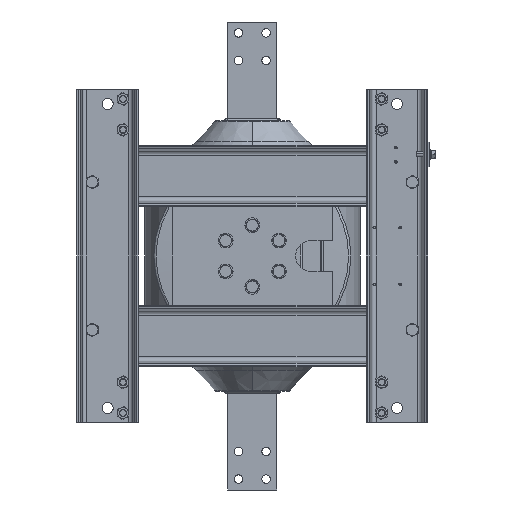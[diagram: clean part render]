
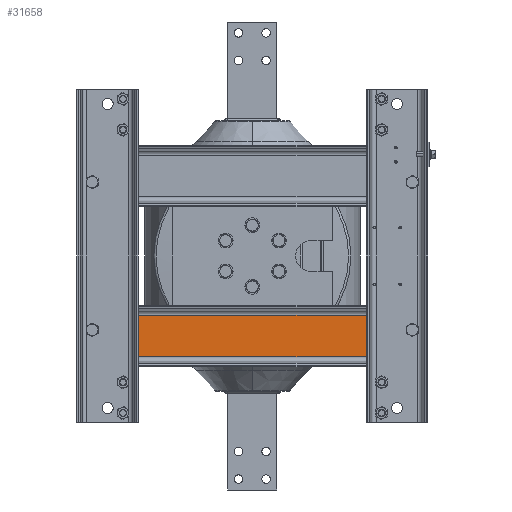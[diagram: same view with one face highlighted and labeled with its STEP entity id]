
A CAD part, front view. The second image highlights one B-rep face of the part: STEP entity #31658.
In plain terms, the highlighted planar face has unit normal (0, -1, 0).
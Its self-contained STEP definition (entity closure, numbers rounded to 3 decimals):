
#1229 = CARTESIAN_POINT ( 'NONE',  ( 185., -14.5, -163.99 ) ) ;
#1249 = CARTESIAN_POINT ( 'NONE',  ( -185., -14.5, -163.99 ) ) ;
#1273 = CARTESIAN_POINT ( 'NONE',  ( 185., -14.5, -96.01 ) ) ;
#1275 = CARTESIAN_POINT ( 'NONE',  ( -185., -14.5, -96.01 ) ) ;
#2000 = VERTEX_POINT ( 'NONE', #1229 ) ;
#2021 = VERTEX_POINT ( 'NONE', #1273 ) ;
#2022 = VERTEX_POINT ( 'NONE', #1249 ) ;
#2023 = VERTEX_POINT ( 'NONE', #1275 ) ;
#9961 = FACE_OUTER_BOUND ( 'NONE', #21006, .T. ) ;
#15528 = DIRECTION ( 'NONE',  ( 1., 0., 0. ) ) ;
#15571 = PLANE ( 'NONE',  #61145 ) ;
#15573 = DIRECTION ( 'NONE',  ( 0., 1., 0. ) ) ;
#15602 = CARTESIAN_POINT ( 'NONE',  ( 185., -14.5, -96.01 ) ) ;
#21006 = EDGE_LOOP ( 'NONE', ( #21089, #21097, #21122, #21112 ) ) ;
#21089 = ORIENTED_EDGE ( 'NONE', *, *, #40566, .T. ) ;
#21097 = ORIENTED_EDGE ( 'NONE', *, *, #40726, .F. ) ;
#21112 = ORIENTED_EDGE ( 'NONE', *, *, #40703, .T. ) ;
#21122 = ORIENTED_EDGE ( 'NONE', *, *, #40578, .F. ) ;
#31658 = ADVANCED_FACE ( 'NONE', ( #9961 ), #15571, .F. ) ;
#35240 = VECTOR ( 'NONE', #70676, 1000. ) ;
#35295 = LINE ( 'NONE', #70693, #35240 ) ;
#35299 = VECTOR ( 'NONE', #70650, 1000. ) ;
#35317 = LINE ( 'NONE', #70695, #35299 ) ;
#35457 = LINE ( 'NONE', #49216, #35470 ) ;
#35470 = VECTOR ( 'NONE', #49260, 1000. ) ;
#35514 = VECTOR ( 'NONE', #49319, 1000. ) ;
#35532 = LINE ( 'NONE', #49335, #35514 ) ;
#40566 = EDGE_CURVE ( 'NONE', #2023, #2022, #35295, .T. ) ;
#40578 = EDGE_CURVE ( 'NONE', #2021, #2000, #35317, .T. ) ;
#40703 = EDGE_CURVE ( 'NONE', #2021, #2023, #35457, .T. ) ;
#40726 = EDGE_CURVE ( 'NONE', #2000, #2022, #35532, .T. ) ;
#49216 = CARTESIAN_POINT ( 'NONE',  ( 185., -14.5, -96.01 ) ) ;
#49260 = DIRECTION ( 'NONE',  ( -1., 0., 0. ) ) ;
#49319 = DIRECTION ( 'NONE',  ( -1., 0., 0. ) ) ;
#49335 = CARTESIAN_POINT ( 'NONE',  ( 185., -14.5, -163.99 ) ) ;
#61145 = AXIS2_PLACEMENT_3D ( 'NONE', #15602, #15573, #15528 ) ;
#70650 = DIRECTION ( 'NONE',  ( 0., 0., -1. ) ) ;
#70676 = DIRECTION ( 'NONE',  ( 0., 0., -1. ) ) ;
#70693 = CARTESIAN_POINT ( 'NONE',  ( -185., -14.5, -96.01 ) ) ;
#70695 = CARTESIAN_POINT ( 'NONE',  ( 185., -14.5, -96.01 ) ) ;
